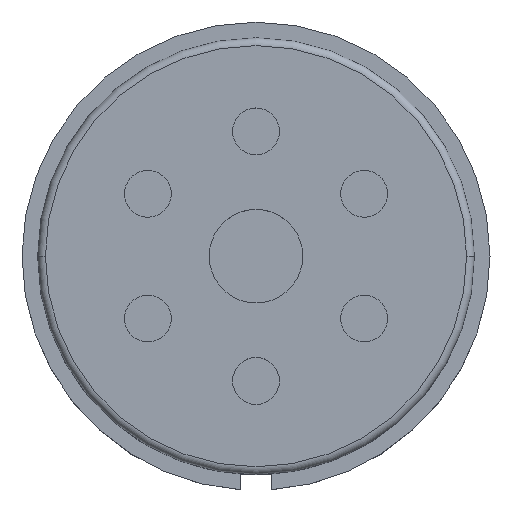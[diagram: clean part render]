
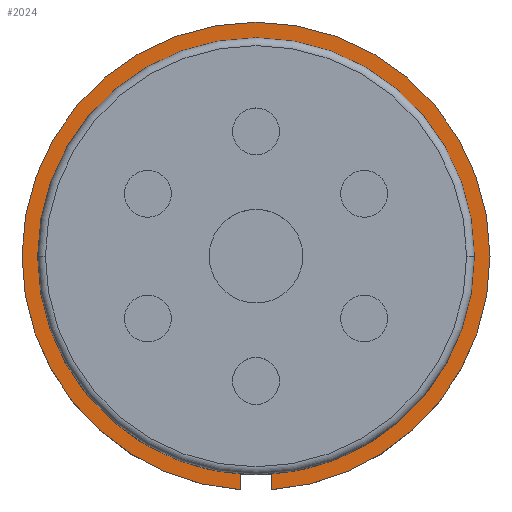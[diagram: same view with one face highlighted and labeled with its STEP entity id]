
A CAD part, top view. The second image highlights one B-rep face of the part: STEP entity #2024.
In plain terms, the highlighted planar face has unit normal (0, 0, 1).
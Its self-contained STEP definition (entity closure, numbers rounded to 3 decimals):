
#12 = CARTESIAN_POINT ( 'NONE',  ( 0.5, -7.483, 3.05 ) ) ;
#35 = ORIENTED_EDGE ( 'NONE', *, *, #627, .T. ) ;
#70 = EDGE_CURVE ( 'NONE', #1767, #1154, #827, .T. ) ;
#85 = DIRECTION ( 'NONE',  ( 1., 0., 0. ) ) ;
#142 = CARTESIAN_POINT ( 'NONE',  ( -7., 0., 3.05 ) ) ;
#143 = VERTEX_POINT ( 'NONE', #417 ) ;
#160 = AXIS2_PLACEMENT_3D ( 'NONE', #1609, #2404, #2190 ) ;
#189 = CIRCLE ( 'NONE', #335, 7.5 ) ;
#204 = VERTEX_POINT ( 'NONE', #12 ) ;
#209 = VECTOR ( 'NONE', #1015, 1000. ) ;
#229 = EDGE_CURVE ( 'NONE', #1487, #143, #696, .T. ) ;
#291 = CARTESIAN_POINT ( 'NONE',  ( 0., 0., 3.05 ) ) ;
#323 = CARTESIAN_POINT ( 'NONE',  ( 7., 0., 3.05 ) ) ;
#333 = AXIS2_PLACEMENT_3D ( 'NONE', #142, #2235, #1305 ) ;
#335 = AXIS2_PLACEMENT_3D ( 'NONE', #995, #961, #416 ) ;
#336 = EDGE_CURVE ( 'NONE', #1154, #1834, #1468, .T. ) ;
#365 = EDGE_CURVE ( 'NONE', #1614, #1487, #2263, .T. ) ;
#416 = DIRECTION ( 'NONE',  ( 1., 0., 0. ) ) ;
#417 = CARTESIAN_POINT ( 'NONE',  ( -0.5, -7.483, 3.05 ) ) ;
#500 = ORIENTED_EDGE ( 'NONE', *, *, #1376, .F. ) ;
#508 = DIRECTION ( 'NONE',  ( 0., 0., 1. ) ) ;
#519 = CARTESIAN_POINT ( 'NONE',  ( -0.5, -6.982, 3.05 ) ) ;
#540 = ORIENTED_EDGE ( 'NONE', *, *, #70, .F. ) ;
#546 = PLANE ( 'NONE',  #333 ) ;
#627 = EDGE_CURVE ( 'NONE', #204, #1614, #189, .T. ) ;
#664 = CARTESIAN_POINT ( 'NONE',  ( 0.5, -6.982, 3.05 ) ) ;
#665 = DIRECTION ( 'NONE',  ( 0., -1., 0. ) ) ;
#696 = CIRCLE ( 'NONE', #2400, 7.5 ) ;
#697 = CARTESIAN_POINT ( 'NONE',  ( -0.5, -7.483, 3.05 ) ) ;
#817 = ORIENTED_EDGE ( 'NONE', *, *, #365, .T. ) ;
#827 = CIRCLE ( 'NONE', #2140, 7. ) ;
#848 = EDGE_LOOP ( 'NONE', ( #500, #1817, #35, #817, #2409, #985, #1997, #540 ) ) ;
#875 = FACE_OUTER_BOUND ( 'NONE', #848, .T. ) ;
#876 = CARTESIAN_POINT ( 'NONE',  ( 0., 0., 3.05 ) ) ;
#961 = DIRECTION ( 'NONE',  ( 0., 0., 1. ) ) ;
#966 = DIRECTION ( 'NONE',  ( 1., 0., 0. ) ) ;
#985 = ORIENTED_EDGE ( 'NONE', *, *, #1649, .F. ) ;
#995 = CARTESIAN_POINT ( 'NONE',  ( 0., 0., 3.05 ) ) ;
#1015 = DIRECTION ( 'NONE',  ( 0., 1., 0. ) ) ;
#1154 = VERTEX_POINT ( 'NONE', #2428 ) ;
#1305 = DIRECTION ( 'NONE',  ( -1., 0., 0. ) ) ;
#1310 = VERTEX_POINT ( 'NONE', #1730 ) ;
#1345 = AXIS2_PLACEMENT_3D ( 'NONE', #291, #1631, #2014 ) ;
#1358 = CARTESIAN_POINT ( 'NONE',  ( 0., 0., 3.05 ) ) ;
#1376 = EDGE_CURVE ( 'NONE', #1310, #1767, #2002, .T. ) ;
#1391 = CARTESIAN_POINT ( 'NONE',  ( -7.5, 0., 3.05 ) ) ;
#1468 = CIRCLE ( 'NONE', #160, 7. ) ;
#1487 = VERTEX_POINT ( 'NONE', #1391 ) ;
#1507 = DIRECTION ( 'NONE',  ( 1., 0., 0. ) ) ;
#1609 = CARTESIAN_POINT ( 'NONE',  ( 0., 0., 3.05 ) ) ;
#1614 = VERTEX_POINT ( 'NONE', #1802 ) ;
#1631 = DIRECTION ( 'NONE',  ( 0., 0., 1. ) ) ;
#1649 = EDGE_CURVE ( 'NONE', #1834, #143, #2249, .T. ) ;
#1730 = CARTESIAN_POINT ( 'NONE',  ( 0.5, -6.982, 3.05 ) ) ;
#1767 = VERTEX_POINT ( 'NONE', #323 ) ;
#1802 = CARTESIAN_POINT ( 'NONE',  ( 7.5, 0., 3.05 ) ) ;
#1817 = ORIENTED_EDGE ( 'NONE', *, *, #2329, .F. ) ;
#1834 = VERTEX_POINT ( 'NONE', #519 ) ;
#1932 = DIRECTION ( 'NONE',  ( 0., 0., 1. ) ) ;
#1997 = ORIENTED_EDGE ( 'NONE', *, *, #336, .F. ) ;
#2002 = CIRCLE ( 'NONE', #2104, 7. ) ;
#2014 = DIRECTION ( 'NONE',  ( 1., 0., 0. ) ) ;
#2024 = ADVANCED_FACE ( 'NONE', ( #875 ), #546, .F. ) ;
#2104 = AXIS2_PLACEMENT_3D ( 'NONE', #2115, #1932, #1507 ) ;
#2115 = CARTESIAN_POINT ( 'NONE',  ( 0., 0., 3.05 ) ) ;
#2122 = VECTOR ( 'NONE', #665, 1000. ) ;
#2140 = AXIS2_PLACEMENT_3D ( 'NONE', #876, #508, #85 ) ;
#2190 = DIRECTION ( 'NONE',  ( 1., 0., 0. ) ) ;
#2235 = DIRECTION ( 'NONE',  ( 0., 0., -1. ) ) ;
#2249 = LINE ( 'NONE', #697, #2122 ) ;
#2263 = CIRCLE ( 'NONE', #1345, 7.5 ) ;
#2300 = DIRECTION ( 'NONE',  ( 0., 0., 1. ) ) ;
#2313 = LINE ( 'NONE', #664, #209 ) ;
#2329 = EDGE_CURVE ( 'NONE', #204, #1310, #2313, .T. ) ;
#2400 = AXIS2_PLACEMENT_3D ( 'NONE', #1358, #2300, #966 ) ;
#2404 = DIRECTION ( 'NONE',  ( 0., 0., 1. ) ) ;
#2409 = ORIENTED_EDGE ( 'NONE', *, *, #229, .T. ) ;
#2428 = CARTESIAN_POINT ( 'NONE',  ( -7., 0., 3.05 ) ) ;
